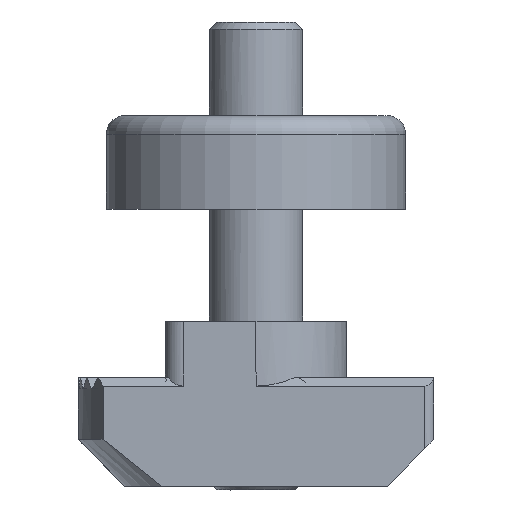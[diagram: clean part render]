
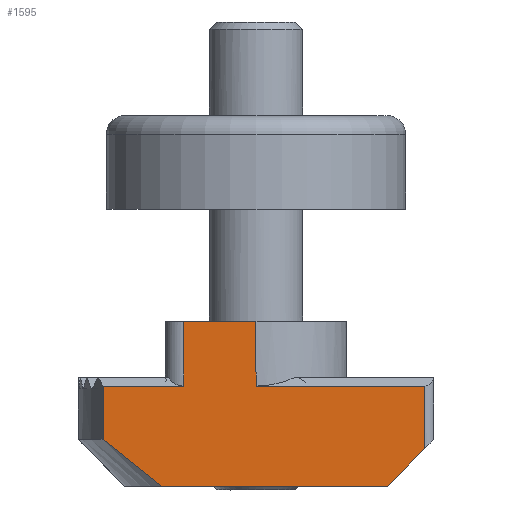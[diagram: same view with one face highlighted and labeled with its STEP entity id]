
A CAD part, left-side view. The second image highlights one B-rep face of the part: STEP entity #1595.
In plain terms, the highlighted face is planar.
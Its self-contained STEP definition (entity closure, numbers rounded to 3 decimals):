
#1595=ADVANCED_FACE('',(#1771),#1772,.T.);
#1771=FACE_OUTER_BOUND('',#2054,.T.);
#1772=PLANE('',#2055);
#2054=EDGE_LOOP('',(#2424,#2425,#2426,#2427,#2428,#2429,#2430,#2431,#2432,#2433));
#2055=AXIS2_PLACEMENT_3D('',#2434,#2435,#2436);
#2424=ORIENTED_EDGE('',*,*,#3282,.F.);
#2425=ORIENTED_EDGE('',*,*,#3307,.T.);
#2426=ORIENTED_EDGE('',*,*,#3308,.T.);
#2427=ORIENTED_EDGE('',*,*,#3309,.T.);
#2428=ORIENTED_EDGE('',*,*,#3299,.F.);
#2429=ORIENTED_EDGE('',*,*,#3310,.T.);
#2430=ORIENTED_EDGE('',*,*,#3311,.T.);
#2431=ORIENTED_EDGE('',*,*,#3312,.T.);
#2432=ORIENTED_EDGE('',*,*,#3313,.F.);
#2433=ORIENTED_EDGE('',*,*,#3288,.T.);
#2434=CARTESIAN_POINT('',(4.85,0.,0.));
#2435=DIRECTION('',(1.0,0.,0.));
#2436=DIRECTION('',(0.,0.,-1.0));
#3282=EDGE_CURVE('',#3605,#3607,#3608,.T.);
#3288=EDGE_CURVE('',#3618,#3607,#3619,.T.);
#3299=EDGE_CURVE('',#3638,#3625,#3640,.T.);
#3307=EDGE_CURVE('',#3605,#3653,#3654,.F.);
#3308=EDGE_CURVE('',#3653,#3655,#3656,.F.);
#3309=EDGE_CURVE('',#3655,#3625,#3657,.F.);
#3310=EDGE_CURVE('',#3638,#3658,#3659,.T.);
#3311=EDGE_CURVE('',#3658,#3660,#3661,.F.);
#3312=EDGE_CURVE('',#3660,#3662,#3663,.T.);
#3313=EDGE_CURVE('',#3618,#3662,#3664,.T.);
#3605=VERTEX_POINT('',#4206);
#3607=VERTEX_POINT('',#4217);
#3608=LINE('',#4218,#4219);
#3618=VERTEX_POINT('',#4235);
#3619=LINE('',#4236,#4237);
#3625=VERTEX_POINT('',#4247);
#3638=VERTEX_POINT('',#4263);
#3640=LINE('',#4265,#4266);
#3653=VERTEX_POINT('',#4286);
#3654=LINE('',#4287,#4288);
#3655=VERTEX_POINT('',#4289);
#3656=LINE('',#4290,#4291);
#3657=LINE('',#4292,#4293);
#3658=VERTEX_POINT('',#4294);
#3659=LINE('',#4295,#4296);
#3660=VERTEX_POINT('',#4297);
#3661=LINE('',#4298,#4299);
#3662=VERTEX_POINT('',#4300);
#3663=LINE('',#4301,#4302);
#3664=LINE('',#4303,#4304);
#4206=CARTESIAN_POINT('',(4.85,9.0,-3.8));
#4217=CARTESIAN_POINT('',(4.85,7.0,-5.8));
#4218=CARTESIAN_POINT('',(4.85,8.25,-4.55));
#4219=VECTOR('',#4965,1.0);
#4235=CARTESIAN_POINT('',(4.85,-5.048,-5.8));
#4236=CARTESIAN_POINT('',(4.85,0.,-5.8));
#4237=VECTOR('',#4972,1.0);
#4247=CARTESIAN_POINT('',(4.85,0.,3.0));
#4263=CARTESIAN_POINT('',(4.85,-3.85,3.0));
#4265=CARTESIAN_POINT('',(4.85,3.85,3.0));
#4266=VECTOR('',#4992,1.0);
#4286=CARTESIAN_POINT('',(4.85,9.0,-0.45));
#4287=CARTESIAN_POINT('',(4.85,9.0,0.));
#4288=VECTOR('',#5000,1.0);
#4289=CARTESIAN_POINT('',(4.85,0.,-0.45));
#4290=CARTESIAN_POINT('',(4.85,0.,-0.45));
#4291=VECTOR('',#5001,1.0);
#4292=CARTESIAN_POINT('',(4.85,0.,0.));
#4293=VECTOR('',#5002,1.0);
#4294=CARTESIAN_POINT('',(4.85,-3.85,-0.45));
#4295=CARTESIAN_POINT('',(4.85,-3.85,0.));
#4296=VECTOR('',#5003,1.0);
#4297=CARTESIAN_POINT('',(4.85,-8.169,-0.45));
#4298=CARTESIAN_POINT('',(4.85,0.,-0.45));
#4299=VECTOR('',#5004,1.0);
#4300=CARTESIAN_POINT('',(4.85,-8.169,-3.3));
#4301=CARTESIAN_POINT('',(4.85,-8.169,0.));
#4302=VECTOR('',#5005,1.0);
#4303=CARTESIAN_POINT('',(4.85,-6.608,-4.55));
#4304=VECTOR('',#5006,1.0);
#4965=DIRECTION('',(0.,-0.707,-0.707));
#4972=DIRECTION('',(0.,1.0,0.0));
#4992=DIRECTION('',(0.,1.0,0.0));
#5000=DIRECTION('',(0.,0.,-1.0));
#5001=DIRECTION('',(0.,1.0,0.0));
#5002=DIRECTION('',(0.,0.,-1.0));
#5003=DIRECTION('',(0.,0.,-1.0));
#5004=DIRECTION('',(0.,1.0,0.0));
#5005=DIRECTION('',(0.,0.,-1.0));
#5006=DIRECTION('',(0.,-0.78,0.625));
